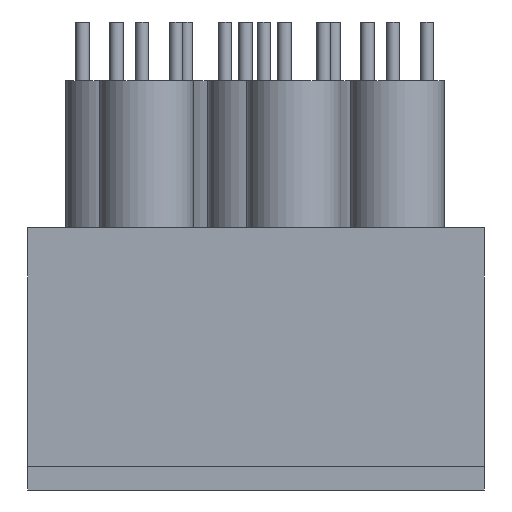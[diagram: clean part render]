
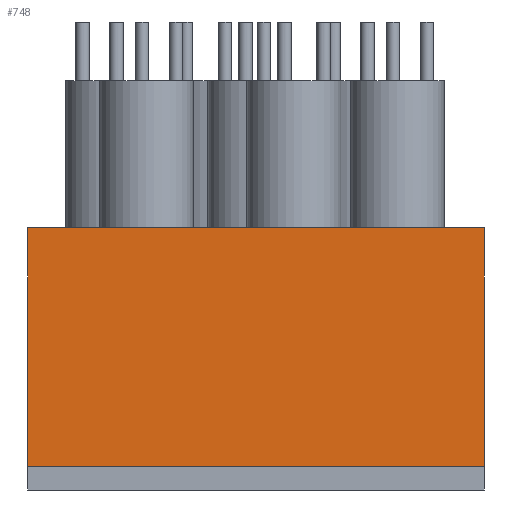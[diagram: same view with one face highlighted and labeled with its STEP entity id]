
A CAD part, front view. The second image highlights one B-rep face of the part: STEP entity #748.
In plain terms, the highlighted planar face has unit normal (0, -1, 0).
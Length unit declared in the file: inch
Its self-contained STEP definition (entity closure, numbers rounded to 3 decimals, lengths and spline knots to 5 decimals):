
#60=PLANE('',#860);
#114=FACE_OUTER_BOUND('',#189,.T.);
#189=EDGE_LOOP('',(#640,#641,#642,#643));
#217=LINE('',#1234,#266);
#229=LINE('',#1293,#278);
#230=LINE('',#1294,#279);
#231=LINE('',#1295,#280);
#266=VECTOR('',#1012,0.3937);
#278=VECTOR('',#1084,0.3937);
#279=VECTOR('',#1085,0.3937);
#280=VECTOR('',#1086,0.3937);
#374=VERTEX_POINT('',#1231);
#375=VERTEX_POINT('',#1233);
#391=VERTEX_POINT('',#1291);
#392=VERTEX_POINT('',#1292);
#451=EDGE_CURVE('',#374,#375,#217,.T.);
#477=EDGE_CURVE('',#391,#392,#229,.T.);
#478=EDGE_CURVE('',#391,#375,#230,.T.);
#479=EDGE_CURVE('',#392,#374,#231,.T.);
#640=ORIENTED_EDGE('',*,*,#477,.F.);
#641=ORIENTED_EDGE('',*,*,#478,.T.);
#642=ORIENTED_EDGE('',*,*,#451,.F.);
#643=ORIENTED_EDGE('',*,*,#479,.F.);
#748=ADVANCED_FACE('',(#114),#60,.T.);
#860=AXIS2_PLACEMENT_3D('',#1290,#1082,#1083);
#1012=DIRECTION('',(1.,0.,0.));
#1082=DIRECTION('center_axis',(0.,-1.,0.));
#1083=DIRECTION('ref_axis',(1.,0.,0.));
#1084=DIRECTION('',(-1.,0.,0.));
#1085=DIRECTION('',(0.,0.,1.));
#1086=DIRECTION('',(0.,0.,1.));
#1231=CARTESIAN_POINT('',(0.,0.12059,0.61614));
#1233=CARTESIAN_POINT('',(1.072,0.12059,0.61614));
#1234=CARTESIAN_POINT('',(0.,0.12059,0.61614));
#1290=CARTESIAN_POINT('Origin',(0.,0.12059,
0.));
#1291=CARTESIAN_POINT('',(1.072,0.12059,0.05512));
#1292=CARTESIAN_POINT('',(0.,0.12059,0.05512));
#1293=CARTESIAN_POINT('',(0.268,0.12059,0.05512));
#1294=CARTESIAN_POINT('',(1.072,0.12059,0.));
#1295=CARTESIAN_POINT('',(0.,0.12059,0.));
